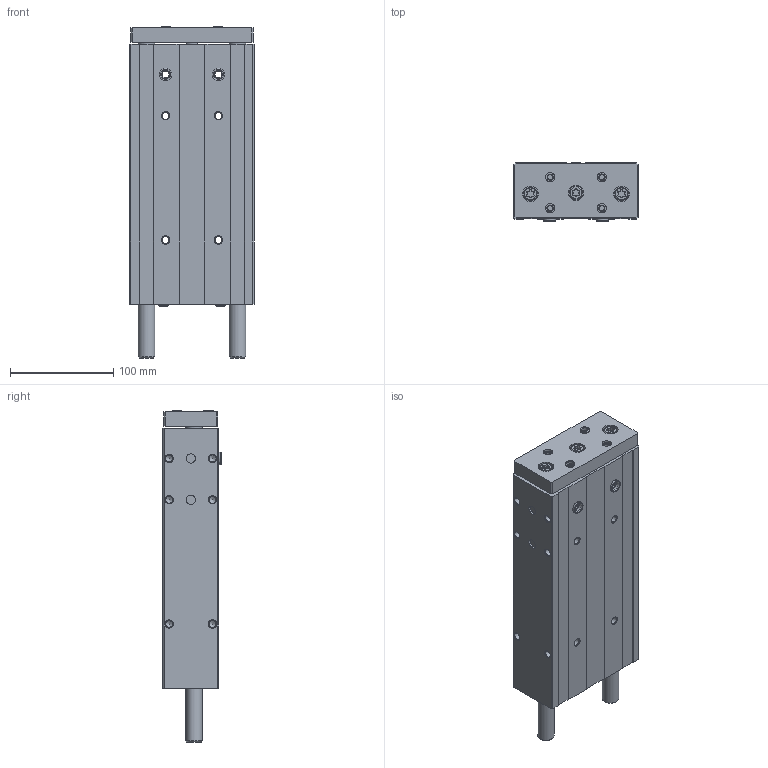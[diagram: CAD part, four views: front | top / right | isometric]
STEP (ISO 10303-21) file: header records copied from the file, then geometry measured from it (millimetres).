
FILE_DESCRIPTION(/* description */ ('STEP AP214'),/* implementation_level */ '2;1');
FILE_NAME(/* name */ '8118920_DFM-40-200-P-A-KF-F1A',/* time_stamp */ '2024-08-15T15:15:50+02:00',/* author */ ('License CC BY-ND 4.0'),/* organization */ ('CADENAS'),/* preprocessor_version */ 'ST-DEVELOPER v19.3',/* originating_system */ 'PARTsolutions',/* authorisation */ ' ');
FILE_SCHEMA (('AUTOMOTIVE_DESIGN {1 0 10303 214 3 1 1}'));
Length unit declared in the file: millimetre
Products named in the file (6): 8118920 DFM-40-200-P-A-KF-F1A---(0); 8118920 DFM-40-200-P-A-KF-F1A---(Z); 8118920 DFM-40-200-P-A-KF-F1A---(K); 8137184 ZBH-9-B; 8138509 G1/8-F1A; 8137185 ZBH-12-B
Assembly tree (10 placements, depth 2):
  8118920 DFM-40-200-P-A-KF-F1A---(0)
    8118920 DFM-40-200-P-A-KF-F1A---(Z)
    8118920 DFM-40-200-P-A-KF-F1A---(K)
    8137184 ZBH-9-B  x4
    8138509 G1/8-F1A  x2
    8137185 ZBH-12-B  x2
Bounding box: 120 x 56.33 x 320.8 mm (x, y, z)
Volume: 1446071.4 mm3; surface area: 239678.6 mm2
Topology: 10 solids, 10 shells, 346 faces, 773 edges, 497 vertices
Faces by surface type: plane 142, cylinder 137, cone 52, torus 15
Full cylindrical faces by diameter (mm): 4.917 x4, 5 x2, 6.6 x6, 6.647 x16, 7.8 x4, 8.566 x4, 9 x8, 9.728 x4, 9.8 x2, 11 x6, 12 x4, 13 x3, 15 x3, 16 x4, 40 x2, 41 x1
Entity records: 7774 total; most frequent: DIRECTION 1408, CARTESIAN_POINT 1306, ORIENTED_EDGE 1048, AXIS2_PLACEMENT_3D 595, EDGE_CURVE 524, FACE_BOUND 489, EDGE_LOOP 478, VERTEX_POINT 415
